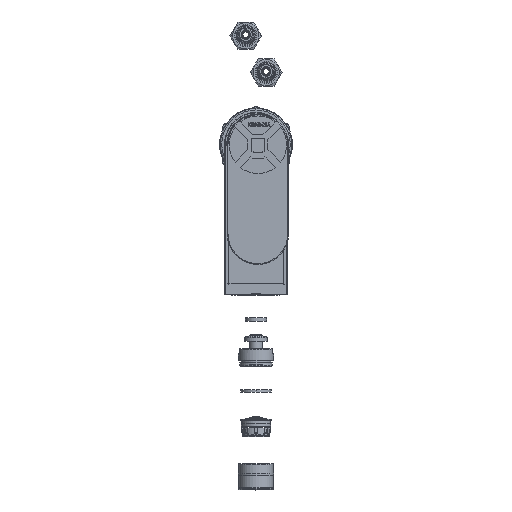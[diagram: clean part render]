
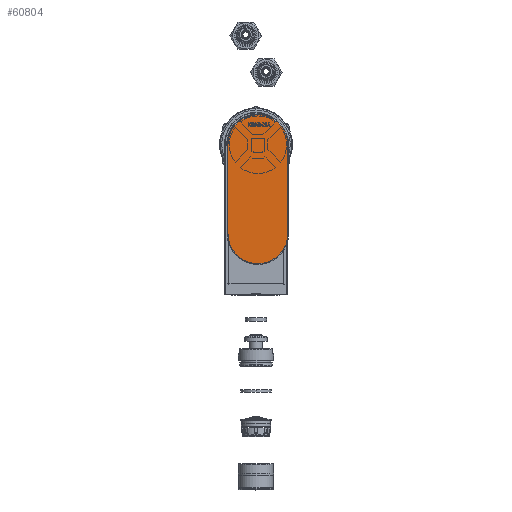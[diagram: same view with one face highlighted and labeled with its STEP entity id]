
A CAD part, top view. The second image highlights one B-rep face of the part: STEP entity #60804.
In plain terms, the highlighted planar face has unit normal (0, 0, 1).
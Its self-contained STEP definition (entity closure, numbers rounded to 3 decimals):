
#56632=DIRECTION('',(-1.,0.,0.));
#56633=VECTOR('',#56632,61.);
#56634=CARTESIAN_POINT('',(61.,20.5,0.));
#56635=LINE('',#56634,#56633);
#56636=CARTESIAN_POINT('',(61.,0.,0.));
#56637=DIRECTION('',(0.,0.,1.));
#56638=DIRECTION('',(0.,-1.,0.));
#56639=AXIS2_PLACEMENT_3D('',#56636,#56637,#56638);
#56641=DIRECTION('',(1.,0.,0.));
#56642=VECTOR('',#56641,61.);
#56643=CARTESIAN_POINT('',(0.,-20.5,0.));
#56644=LINE('',#56643,#56642);
#59737=CARTESIAN_POINT('',(0.,0.,0.));
#59738=DIRECTION('',(0.,0.,1.));
#59739=DIRECTION('',(0.,1.,0.));
#59740=AXIS2_PLACEMENT_3D('',#59737,#59738,#59739);
#59883=CARTESIAN_POINT('',(61.,20.5,0.));
#59884=CARTESIAN_POINT('',(0.,20.5,0.));
#59885=VERTEX_POINT('',#59883);
#59886=VERTEX_POINT('',#59884);
#59887=CARTESIAN_POINT('',(61.,-20.5,0.));
#59888=VERTEX_POINT('',#59887);
#59891=CARTESIAN_POINT('',(0.,-20.5,0.));
#59892=VERTEX_POINT('',#59891);
#60789=CARTESIAN_POINT('',(0.,0.,0.));
#60790=DIRECTION('',(0.,0.,1.));
#60791=DIRECTION('',(-1.,0.,0.));
#60792=AXIS2_PLACEMENT_3D('',#60789,#60790,#60791);
#60793=PLANE('',#60792);
#60795=ORIENTED_EDGE('',*,*,#60794,.F.);
#60797=ORIENTED_EDGE('',*,*,#60796,.F.);
#60799=ORIENTED_EDGE('',*,*,#60798,.F.);
#60801=ORIENTED_EDGE('',*,*,#60800,.F.);
#60802=EDGE_LOOP('',(#60795,#60797,#60799,#60801));
#60803=FACE_OUTER_BOUND('',#60802,.F.);
#60804=ADVANCED_FACE('',(#60803),#60793,.T.);
#56640=CIRCLE('',#56639,20.5);
#59741=CIRCLE('',#59740,20.5);
#60794=EDGE_CURVE('',#59885,#59886,#56635,.T.);
#60796=EDGE_CURVE('',#59888,#59885,#56640,.T.);
#60798=EDGE_CURVE('',#59892,#59888,#56644,.T.);
#60800=EDGE_CURVE('',#59886,#59892,#59741,.T.);
